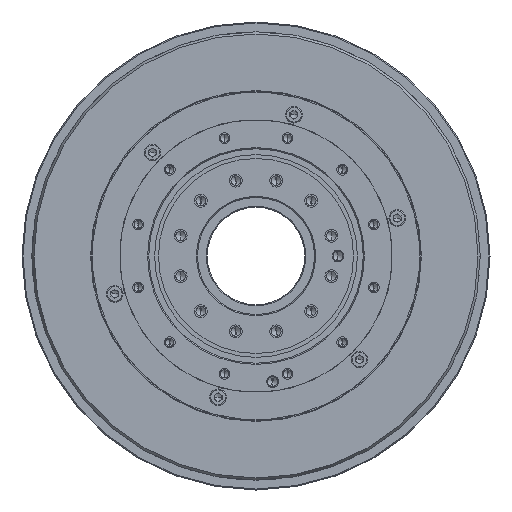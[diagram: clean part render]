
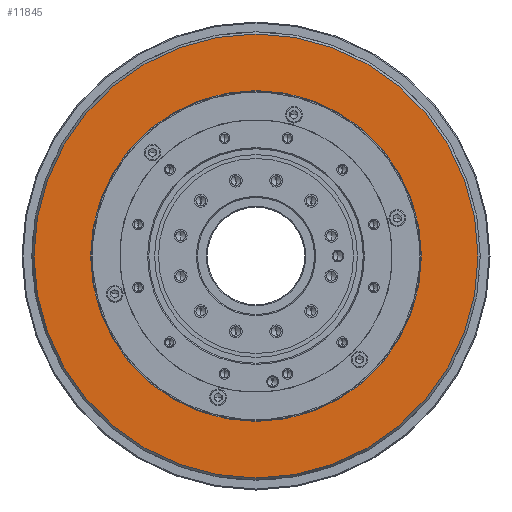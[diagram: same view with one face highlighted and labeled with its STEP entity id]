
A CAD part, front view. The second image highlights one B-rep face of the part: STEP entity #11845.
In plain terms, the highlighted face is planar.
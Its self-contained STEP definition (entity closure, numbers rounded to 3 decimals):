
#10512=CARTESIAN_POINT('',(0.,0.,-140.));
#10513=DIRECTION('',(0.,0.,1.));
#10514=DIRECTION('',(0.,1.,0.));
#10515=AXIS2_PLACEMENT_3D('',#10512,#10513,#10514);
#10517=CARTESIAN_POINT('',(0.,0.,-140.));
#10518=DIRECTION('',(0.,0.,-1.));
#10519=DIRECTION('',(0.,1.,0.));
#10520=AXIS2_PLACEMENT_3D('',#10517,#10518,#10519);
#10522=CARTESIAN_POINT('',(0.,0.,-140.));
#10523=DIRECTION('',(0.,0.,-1.));
#10524=DIRECTION('',(0.,-1.,0.));
#10525=AXIS2_PLACEMENT_3D('',#10522,#10523,#10524);
#10527=CARTESIAN_POINT('',(0.,0.,-140.));
#10528=DIRECTION('',(0.,0.,-1.));
#10529=DIRECTION('',(0.,1.,0.));
#10530=AXIS2_PLACEMENT_3D('',#10527,#10528,#10529);
#11545=CARTESIAN_POINT('',(0.,84.82,-140.));
#11547=VERTEX_POINT('',#11545);
#11549=CARTESIAN_POINT('',(0.,-84.82,-140.));
#11551=VERTEX_POINT('',#11549);
#11748=CARTESIAN_POINT('',(0.,-113.845,-140.));
#11749=CARTESIAN_POINT('',(0.,113.845,-140.));
#11750=VERTEX_POINT('',#11748);
#11751=VERTEX_POINT('',#11749);
#11828=CARTESIAN_POINT('',(0.,0.,-140.));
#11829=DIRECTION('',(0.,0.,1.));
#11830=DIRECTION('',(0.,1.,0.));
#11831=AXIS2_PLACEMENT_3D('',#11828,#11829,#11830);
#11832=PLANE('',#11831);
#11834=ORIENTED_EDGE('',*,*,#11833,.F.);
#11836=ORIENTED_EDGE('',*,*,#11835,.F.);
#11837=EDGE_LOOP('',(#11834,#11836));
#11838=FACE_OUTER_BOUND('',#11837,.F.);
#11840=ORIENTED_EDGE('',*,*,#11839,.F.);
#11842=ORIENTED_EDGE('',*,*,#11841,.T.);
#11843=EDGE_LOOP('',(#11840,#11842));
#11844=FACE_BOUND('',#11843,.F.);
#10516=CIRCLE('',#10515,84.82);
#10521=CIRCLE('',#10520,84.82);
#10526=CIRCLE('',#10525,113.845);
#10531=CIRCLE('',#10530,113.845);
#11833=EDGE_CURVE('',#11750,#11751,#10526,.T.);
#11835=EDGE_CURVE('',#11751,#11750,#10531,.T.);
#11839=EDGE_CURVE('',#11547,#11551,#10516,.T.);
#11841=EDGE_CURVE('',#11547,#11551,#10521,.T.);
#11845=ADVANCED_FACE('',(#11838,#11844),#11832,.F.);
